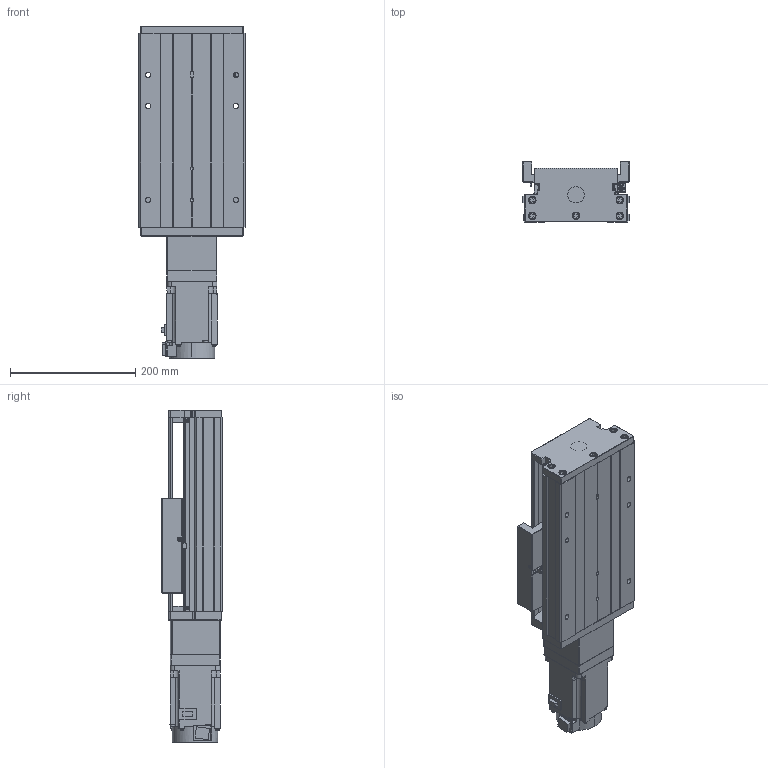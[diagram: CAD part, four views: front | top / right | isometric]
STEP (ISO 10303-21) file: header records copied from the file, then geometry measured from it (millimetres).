
FILE_DESCRIPTION (( 'STEP AP203' ), '1' );
FILE_NAME ('KTH170-100-BC-M75-C4.step', '2023-06-30T07:39:21', ( '微软用户' ), ( '微软中国' ), 'SwSTEP 2.0', 'SolidWorks 2020', '' );
FILE_SCHEMA (( 'CONFIG_CONTROL_DESIGN' ));
Length unit declared in the file: millimetre
Products named in the file (18): CTHA60-017; GTH17-006-2_M75; GTH17-001_100; EE_SX911P_R; GTH17-013; KTH170-002_GTH14-002; CTHA60-016; GTH17-027-1; KTH170-004; GBT 70.1-M3℅5; HG-KN73J-S100; KTH170-005; GBT77-2000 M3×3; KTH170-100-BC-M75-C4; GB1155-6X6; GBT 70.1-M6¡Á20_M6¡Á20; GBT 70.2-M3¡Á5_M3¡Á6; GBT 70.3-M3℅8
Assembly tree (50 placements, depth 2):
  KTH170-100-BC-M75-C4
    GTH17-001_100
    KTH170-002_GTH14-002
    KTH170-004
    KTH170-005
    GB1155-6X6  x2
    GBT 70.2-M3¡Á5_M3¡Á6  x4
    CTHA60-017  x3
    EE_SX911P_R  x3
    CTHA60-016  x2
    GBT 70.1-M3℅5  x6
    GBT77-2000 M3×3  x6
    GBT 70.1-M6¡Á20_M6¡Á20  x10
    GBT 70.3-M3℅8  x6
    GTH17-006-2_M75
    GTH17-013
    GTH17-027-1
    HG-KN73J-S100
Bounding box: 171 x 97 x 531.2 mm (x, y, z)
Volume: 4341301.1 mm3; surface area: 593487.4 mm2
Topology: 53 solids, 53 shells, 2245 faces, 5451 edges, 3376 vertices
Faces by surface type: plane 1201, cylinder 626, cone 322, torus 84, sphere 12
Entity records: 42310 total; most frequent: CARTESIAN_POINT 9217, DIRECTION 6310, ORIENTED_EDGE 6206, EDGE_CURVE 3103, AXIS2_PLACEMENT_3D 2141, VECTOR 2028, LINE 2028, VERTEX_POINT 1976
